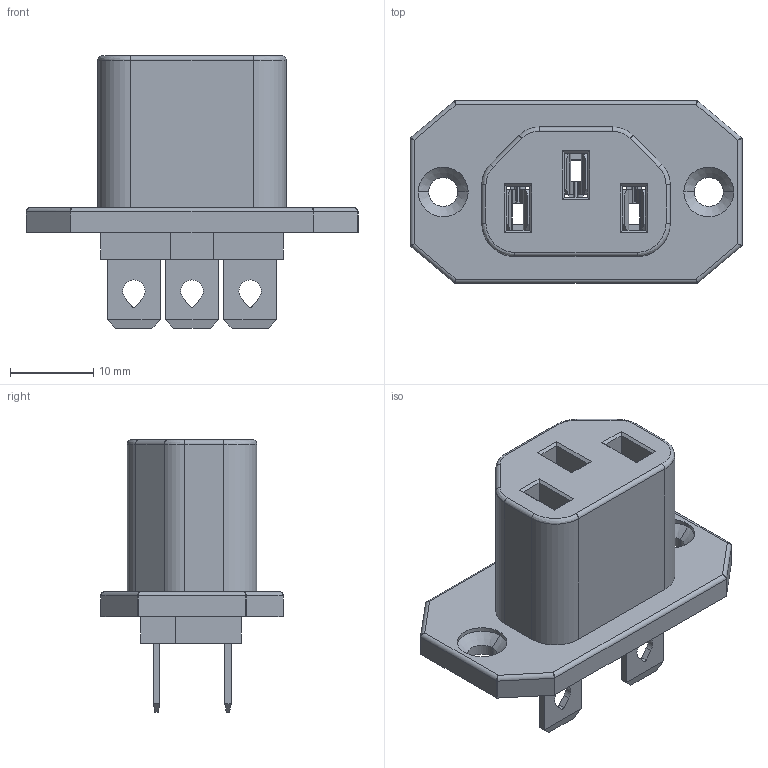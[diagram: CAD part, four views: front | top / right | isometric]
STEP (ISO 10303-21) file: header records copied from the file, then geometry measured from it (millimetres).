
FILE_DESCRIPTION (( 'STEP AP214' ), '1' );
FILE_NAME ('0100.6161_03.STEP', '2013-11-05T10:31:21', ( '' ), ( '' ), 'SwSTEP 2.0', 'SolidWorks 2012', '' );
FILE_SCHEMA (( 'AUTOMOTIVE_DESIGN' ));
Length unit declared in the file: millimetre
Products named in the file (1): 0100.6161_03
Bounding box: 40 x 22 x 32.8 mm (x, y, z)
Volume: 6036.3 mm3; surface area: 7354.1 mm2
Topology: 1 solids, 1 shells, 450 faces, 1256 edges, 794 vertices
Faces by surface type: plane 313, cylinder 119, bspline 14, cone 4
Entity records: 14573 total; most frequent: CARTESIAN_POINT 3028, ORIENTED_EDGE 2496, DIRECTION 2281, EDGE_CURVE 1248, LINE 975, VECTOR 975, VERTEX_POINT 794, AXIS2_PLACEMENT_3D 653
